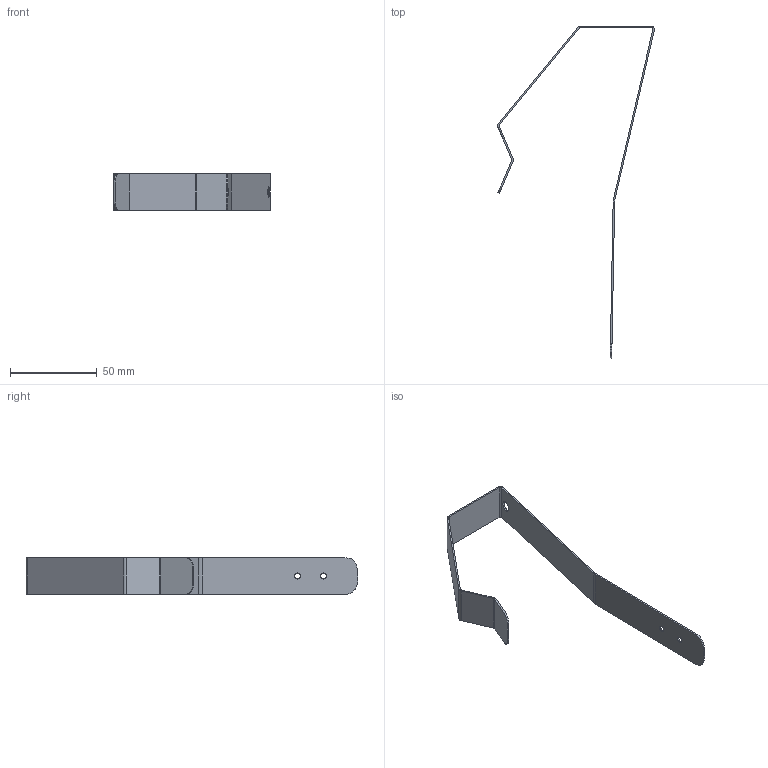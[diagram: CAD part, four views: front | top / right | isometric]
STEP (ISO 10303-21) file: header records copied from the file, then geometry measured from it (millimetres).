
FILE_DESCRIPTION (( 'STEP AP203' ), '1' );
FILE_NAME ('251001_AKVO_SUM_Sheet Metal Clip_PART_00.STEP', '2016-04-22T08:17:22', ( 'HP' ), ( '' ), 'SwSTEP 2.0', 'SolidWorks 2015', '' );
FILE_SCHEMA (( 'CONFIG_CONTROL_DESIGN' ));
Length unit declared in the file: millimetre
Products named in the file (1): 251001_AKVO_SUM_Sheet Metal Clip_PART_00
Bounding box: 90.53 x 191.71 x 21 mm (x, y, z)
Volume: 6579.8 mm3; surface area: 15320.4 mm2
Topology: 1 solids, 1 shells, 57 faces, 125 edges, 70 vertices
Faces by surface type: plane 35, cylinder 20, bspline 2
Entity records: 1620 total; most frequent: CARTESIAN_POINT 279, DIRECTION 273, ORIENTED_EDGE 250, EDGE_CURVE 125, AXIS2_PLACEMENT_3D 96, LINE 81, VECTOR 81, VERTEX_POINT 70
